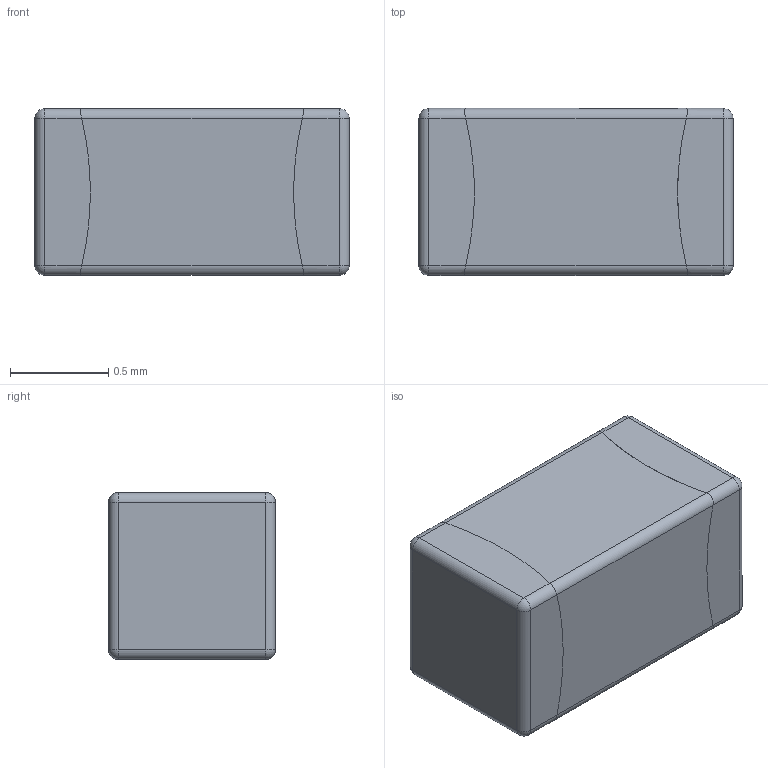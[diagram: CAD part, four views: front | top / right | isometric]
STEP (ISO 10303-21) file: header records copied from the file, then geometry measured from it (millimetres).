
FILE_DESCRIPTION(/* description */ (''),/* implementation_level */ '2;1');
FILE_NAME(/* name */ '',/* time_stamp */ '',/* author */ (''),/* organization */ (''),/* preprocessor_version */ '',/* originating_system */ '',/* authorisation */ '');
FILE_SCHEMA (('AUTOMOTIVE_DESIGN { 1 0 10303 214 3 1 1 }'));
Length unit declared in the file: millimetre
Products named in the file (3): Kyocera TAC-L; Kyocera TAC-L_Body; Kyocera TAC-L_Electrode
Assembly tree (3 placements, depth 2):
  Kyocera TAC-L
    Kyocera TAC-L_Body
    Kyocera TAC-L_Electrode  x2
Bounding box: 1.6 x 0.85 x 0.85 mm (x, y, z)
Volume: 1.1 mm3; surface area: 9.5 mm2
Topology: 3 solids, 3 shells, 52 faces, 125 edges, 75 vertices
Faces by surface type: cylinder 20, plane 20, sphere 12
Entity records: 1077 total; most frequent: DIRECTION 202, CARTESIAN_POINT 165, ORIENTED_EDGE 156, AXIS2_PLACEMENT_3D 84, EDGE_CURVE 78, VERTEX_POINT 47, FACE_OUTER_BOUND 34, EDGE_LOOP 34
